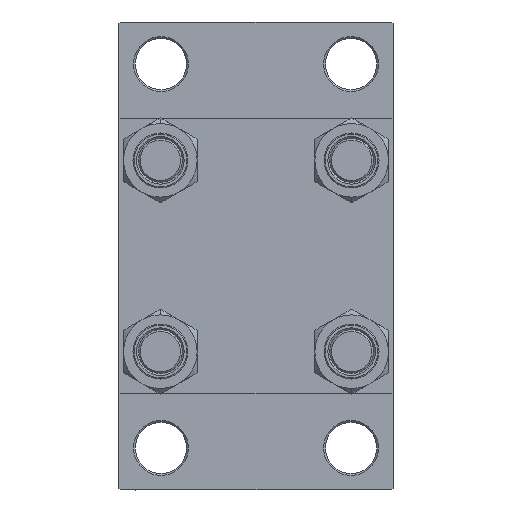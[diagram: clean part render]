
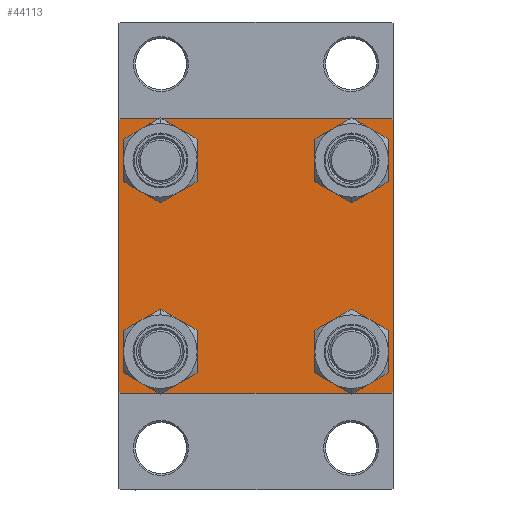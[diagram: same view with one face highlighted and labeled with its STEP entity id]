
A CAD part, left-side view. The second image highlights one B-rep face of the part: STEP entity #44113.
In plain terms, the highlighted planar face has unit normal (-1, 0, 0).
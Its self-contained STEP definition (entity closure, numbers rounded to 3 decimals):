
#934 = FACE_BOUND ( 'NONE', #14726, .T. ) ;
#1174 = DIRECTION ( 'NONE',  ( 0., 0., 1. ) ) ;
#1195 = ORIENTED_EDGE ( 'NONE', *, *, #20213, .T. ) ;
#1951 = CARTESIAN_POINT ( 'NONE',  ( 0., -26.15, 26.15 ) ) ;
#2315 = VERTEX_POINT ( 'NONE', #46203 ) ;
#2961 = LINE ( 'NONE', #21514, #43201 ) ;
#3138 = ORIENTED_EDGE ( 'NONE', *, *, #28156, .T. ) ;
#3259 = CARTESIAN_POINT ( 'NONE',  ( 0., 26.15, -32.65 ) ) ;
#3315 = ORIENTED_EDGE ( 'NONE', *, *, #23307, .F. ) ;
#4010 = CARTESIAN_POINT ( 'NONE',  ( 0., -37.5, 37. ) ) ;
#4095 = DIRECTION ( 'NONE',  ( -1., 0., 0. ) ) ;
#4270 = CARTESIAN_POINT ( 'NONE',  ( 0., -26.15, 19.65 ) ) ;
#4930 = CARTESIAN_POINT ( 'NONE',  ( 0., 37.5, 37.5 ) ) ;
#5017 = CIRCLE ( 'NONE', #19634, 6.5 ) ;
#5028 = PLANE ( 'NONE',  #23194 ) ;
#5711 = DIRECTION ( 'NONE',  ( 1., 0., 0. ) ) ;
#6063 = VERTEX_POINT ( 'NONE', #42038 ) ;
#6439 = ORIENTED_EDGE ( 'NONE', *, *, #8935, .T. ) ;
#6466 = DIRECTION ( 'NONE',  ( 0., 0., 1. ) ) ;
#6632 = DIRECTION ( 'NONE',  ( 0., -1., 0. ) ) ;
#6967 = CIRCLE ( 'NONE', #16207, 6.5 ) ;
#7197 = EDGE_CURVE ( 'NONE', #10744, #41861, #28938, .T. ) ;
#7416 = CARTESIAN_POINT ( 'NONE',  ( 0., 26.15, -26.15 ) ) ;
#7604 = ORIENTED_EDGE ( 'NONE', *, *, #13789, .T. ) ;
#7825 = CARTESIAN_POINT ( 'NONE',  ( 0., -37.25, 37.25 ) ) ;
#8322 = VERTEX_POINT ( 'NONE', #4010 ) ;
#8421 = VECTOR ( 'NONE', #36186, 1000. ) ;
#8521 = VERTEX_POINT ( 'NONE', #9990 ) ;
#8601 = LINE ( 'NONE', #16292, #15887 ) ;
#8659 = VECTOR ( 'NONE', #33484, 1000. ) ;
#8881 = CARTESIAN_POINT ( 'NONE',  ( 0., 0., 0. ) ) ;
#8935 = EDGE_CURVE ( 'NONE', #44745, #39321, #43881, .T. ) ;
#9098 = DIRECTION ( 'NONE',  ( 0., 0., 1. ) ) ;
#9990 = CARTESIAN_POINT ( 'NONE',  ( 0., 26.15, 19.65 ) ) ;
#9997 = EDGE_CURVE ( 'NONE', #8521, #2315, #6967, .T. ) ;
#10127 = CARTESIAN_POINT ( 'NONE',  ( 0., 26.15, 26.15 ) ) ;
#10497 = ORIENTED_EDGE ( 'NONE', *, *, #23444, .T. ) ;
#10744 = VERTEX_POINT ( 'NONE', #11910 ) ;
#11035 = DIRECTION ( 'NONE',  ( 1., 0., 0. ) ) ;
#11560 = FACE_BOUND ( 'NONE', #38738, .T. ) ;
#11682 = AXIS2_PLACEMENT_3D ( 'NONE', #7416, #11035, #40669 ) ;
#11717 = EDGE_CURVE ( 'NONE', #39321, #44745, #19350, .T. ) ;
#11910 = CARTESIAN_POINT ( 'NONE',  ( 0., 37.5, -37. ) ) ;
#11932 = AXIS2_PLACEMENT_3D ( 'NONE', #35849, #16818, #6466 ) ;
#13153 = DIRECTION ( 'NONE',  ( 0., 0., 1. ) ) ;
#13582 = CIRCLE ( 'NONE', #29692, 6.5 ) ;
#13789 = EDGE_CURVE ( 'NONE', #34615, #15930, #14226, .T. ) ;
#14226 = LINE ( 'NONE', #29865, #8659 ) ;
#14370 = EDGE_LOOP ( 'NONE', ( #39466, #19050, #10497, #18738, #3315, #23468, #30050, #7604 ) ) ;
#14726 = EDGE_LOOP ( 'NONE', ( #1195, #3138 ) ) ;
#14743 = VECTOR ( 'NONE', #22842, 1000. ) ;
#15376 = LINE ( 'NONE', #26670, #14743 ) ;
#15652 = EDGE_CURVE ( 'NONE', #34615, #40344, #23247, .T. ) ;
#15887 = VECTOR ( 'NONE', #31197, 1000. ) ;
#15930 = VERTEX_POINT ( 'NONE', #17808 ) ;
#16119 = CARTESIAN_POINT ( 'NONE',  ( 0., -26.15, -26.15 ) ) ;
#16207 = AXIS2_PLACEMENT_3D ( 'NONE', #10127, #32271, #17825 ) ;
#16292 = CARTESIAN_POINT ( 'NONE',  ( 0., -37.5, 37.5 ) ) ;
#16818 = DIRECTION ( 'NONE',  ( 1., 0., 0. ) ) ;
#17470 = AXIS2_PLACEMENT_3D ( 'NONE', #38023, #5711, #9098 ) ;
#17727 = EDGE_LOOP ( 'NONE', ( #20545, #40521 ) ) ;
#17808 = CARTESIAN_POINT ( 'NONE',  ( 0., 37.5, 37. ) ) ;
#17825 = DIRECTION ( 'NONE',  ( 0., 0., 1. ) ) ;
#18328 = AXIS2_PLACEMENT_3D ( 'NONE', #1951, #31104, #23424 ) ;
#18738 = ORIENTED_EDGE ( 'NONE', *, *, #40558, .T. ) ;
#19050 = ORIENTED_EDGE ( 'NONE', *, *, #7197, .T. ) ;
#19350 = CIRCLE ( 'NONE', #11682, 6.5 ) ;
#19508 = DIRECTION ( 'NONE',  ( 1., 0., 0. ) ) ;
#19629 = DIRECTION ( 'NONE',  ( 0., -1., 0. ) ) ;
#19634 = AXIS2_PLACEMENT_3D ( 'NONE', #16119, #19508, #1174 ) ;
#20192 = EDGE_CURVE ( 'NONE', #34163, #20882, #5017, .T. ) ;
#20213 = EDGE_CURVE ( 'NONE', #34464, #25219, #29603, .T. ) ;
#20545 = ORIENTED_EDGE ( 'NONE', *, *, #20192, .T. ) ;
#20882 = VERTEX_POINT ( 'NONE', #35965 ) ;
#21049 = DIRECTION ( 'NONE',  ( 0., 0., -1. ) ) ;
#21514 = CARTESIAN_POINT ( 'NONE',  ( 0., 37.5, 37.5 ) ) ;
#22568 = EDGE_CURVE ( 'NONE', #8322, #40344, #40352, .T. ) ;
#22842 = DIRECTION ( 'NONE',  ( 0., -0.707, 0.707 ) ) ;
#23194 = AXIS2_PLACEMENT_3D ( 'NONE', #8881, #4095, #40957 ) ;
#23247 = LINE ( 'NONE', #4930, #24887 ) ;
#23307 = EDGE_CURVE ( 'NONE', #8322, #26761, #8601, .T. ) ;
#23333 = EDGE_CURVE ( 'NONE', #2315, #8521, #13582, .T. ) ;
#23424 = DIRECTION ( 'NONE',  ( 0., 0., 1. ) ) ;
#23444 = EDGE_CURVE ( 'NONE', #41861, #6063, #36268, .T. ) ;
#23468 = ORIENTED_EDGE ( 'NONE', *, *, #22568, .T. ) ;
#24887 = VECTOR ( 'NONE', #19629, 1000. ) ;
#25178 = CARTESIAN_POINT ( 'NONE',  ( 0., 26.15, -19.65 ) ) ;
#25219 = VERTEX_POINT ( 'NONE', #4270 ) ;
#26024 = CARTESIAN_POINT ( 'NONE',  ( 0., 37., 37.5 ) ) ;
#26187 = AXIS2_PLACEMENT_3D ( 'NONE', #28928, #43426, #47495 ) ;
#26244 = FACE_OUTER_BOUND ( 'NONE', #14370, .T. ) ;
#26670 = CARTESIAN_POINT ( 'NONE',  ( 0., -37.25, -37.25 ) ) ;
#26761 = VERTEX_POINT ( 'NONE', #39051 ) ;
#26908 = CARTESIAN_POINT ( 'NONE',  ( 0., -26.15, -19.65 ) ) ;
#27305 = CARTESIAN_POINT ( 'NONE',  ( 0., -26.15, 32.65 ) ) ;
#28156 = EDGE_CURVE ( 'NONE', #25219, #34464, #39094, .T. ) ;
#28798 = EDGE_CURVE ( 'NONE', #20882, #34163, #40537, .T. ) ;
#28928 = CARTESIAN_POINT ( 'NONE',  ( 0., 26.15, -26.15 ) ) ;
#28938 = LINE ( 'NONE', #39803, #8421 ) ;
#29603 = CIRCLE ( 'NONE', #11932, 6.5 ) ;
#29692 = AXIS2_PLACEMENT_3D ( 'NONE', #30970, #38688, #13153 ) ;
#29865 = CARTESIAN_POINT ( 'NONE',  ( 0., 37.25, 37.25 ) ) ;
#30050 = ORIENTED_EDGE ( 'NONE', *, *, #15652, .F. ) ;
#30970 = CARTESIAN_POINT ( 'NONE',  ( 0., 26.15, 26.15 ) ) ;
#31104 = DIRECTION ( 'NONE',  ( 1., 0., 0. ) ) ;
#31197 = DIRECTION ( 'NONE',  ( 0., 0., -1. ) ) ;
#31462 = CARTESIAN_POINT ( 'NONE',  ( 0., 37., -37.5 ) ) ;
#32271 = DIRECTION ( 'NONE',  ( 1., 0., 0. ) ) ;
#32450 = EDGE_LOOP ( 'NONE', ( #43118, #43356 ) ) ;
#33484 = DIRECTION ( 'NONE',  ( 0., 0.707, -0.707 ) ) ;
#34163 = VERTEX_POINT ( 'NONE', #26908 ) ;
#34464 = VERTEX_POINT ( 'NONE', #27305 ) ;
#34615 = VERTEX_POINT ( 'NONE', #26024 ) ;
#35378 = CARTESIAN_POINT ( 'NONE',  ( 0., -37., 37.5 ) ) ;
#35835 = VECTOR ( 'NONE', #47576, 1000. ) ;
#35849 = CARTESIAN_POINT ( 'NONE',  ( 0., -26.15, 26.15 ) ) ;
#35965 = CARTESIAN_POINT ( 'NONE',  ( 0., -26.15, -32.65 ) ) ;
#36186 = DIRECTION ( 'NONE',  ( 0., -0.707, -0.707 ) ) ;
#36268 = LINE ( 'NONE', #42788, #43590 ) ;
#38023 = CARTESIAN_POINT ( 'NONE',  ( 0., -26.15, -26.15 ) ) ;
#38688 = DIRECTION ( 'NONE',  ( 1., 0., 0. ) ) ;
#38738 = EDGE_LOOP ( 'NONE', ( #44343, #6439 ) ) ;
#39051 = CARTESIAN_POINT ( 'NONE',  ( 0., -37.5, -37. ) ) ;
#39094 = CIRCLE ( 'NONE', #18328, 6.5 ) ;
#39321 = VERTEX_POINT ( 'NONE', #25178 ) ;
#39466 = ORIENTED_EDGE ( 'NONE', *, *, #39598, .T. ) ;
#39598 = EDGE_CURVE ( 'NONE', #15930, #10744, #2961, .T. ) ;
#39803 = CARTESIAN_POINT ( 'NONE',  ( 0., 37.25, -37.25 ) ) ;
#40344 = VERTEX_POINT ( 'NONE', #35378 ) ;
#40352 = LINE ( 'NONE', #7825, #35835 ) ;
#40521 = ORIENTED_EDGE ( 'NONE', *, *, #28798, .T. ) ;
#40537 = CIRCLE ( 'NONE', #17470, 6.5 ) ;
#40558 = EDGE_CURVE ( 'NONE', #6063, #26761, #15376, .T. ) ;
#40669 = DIRECTION ( 'NONE',  ( 0., 0., 1. ) ) ;
#40957 = DIRECTION ( 'NONE',  ( 0., 0., 1. ) ) ;
#41861 = VERTEX_POINT ( 'NONE', #31462 ) ;
#41893 = FACE_BOUND ( 'NONE', #32450, .T. ) ;
#42038 = CARTESIAN_POINT ( 'NONE',  ( 0., -37., -37.5 ) ) ;
#42788 = CARTESIAN_POINT ( 'NONE',  ( 0., 37.5, -37.5 ) ) ;
#43118 = ORIENTED_EDGE ( 'NONE', *, *, #23333, .T. ) ;
#43201 = VECTOR ( 'NONE', #21049, 1000. ) ;
#43356 = ORIENTED_EDGE ( 'NONE', *, *, #9997, .T. ) ;
#43426 = DIRECTION ( 'NONE',  ( 1., 0., 0. ) ) ;
#43590 = VECTOR ( 'NONE', #6632, 1000. ) ;
#43881 = CIRCLE ( 'NONE', #26187, 6.5 ) ;
#44113 = ADVANCED_FACE ( 'NONE', ( #934, #45516, #11560, #41893, #26244 ), #5028, .T. ) ;
#44343 = ORIENTED_EDGE ( 'NONE', *, *, #11717, .T. ) ;
#44745 = VERTEX_POINT ( 'NONE', #3259 ) ;
#45516 = FACE_BOUND ( 'NONE', #17727, .T. ) ;
#46203 = CARTESIAN_POINT ( 'NONE',  ( 0., 26.15, 32.65 ) ) ;
#47495 = DIRECTION ( 'NONE',  ( 0., 0., 1. ) ) ;
#47576 = DIRECTION ( 'NONE',  ( 0., 0.707, 0.707 ) ) ;
